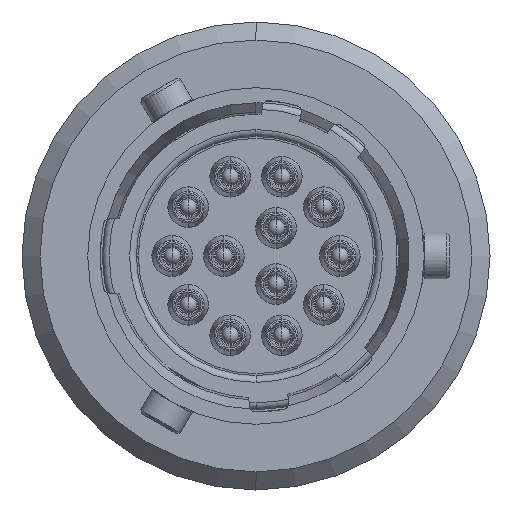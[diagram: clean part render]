
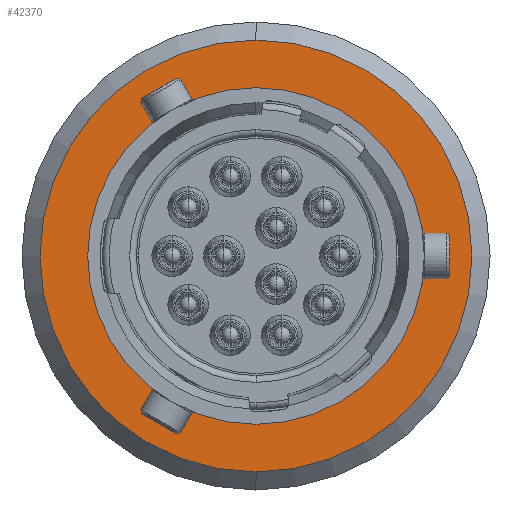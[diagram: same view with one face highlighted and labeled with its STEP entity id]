
A CAD part, left-side view. The second image highlights one B-rep face of the part: STEP entity #42370.
In plain terms, the highlighted planar face has unit normal (-1, 0, 0).
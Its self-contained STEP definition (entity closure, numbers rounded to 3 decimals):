
#288 = DIRECTION ( 'NONE',  ( -1., 0., 0. ) ) ;
#1453 = EDGE_LOOP ( 'NONE', ( #24350, #5162 ) ) ;
#2940 = VERTEX_POINT ( 'NONE', #25124 ) ;
#4107 = CIRCLE ( 'NONE', #52211, 9.55 ) ;
#4925 = VERTEX_POINT ( 'NONE', #41265 ) ;
#5162 = ORIENTED_EDGE ( 'NONE', *, *, #24869, .T. ) ;
#6342 = ORIENTED_EDGE ( 'NONE', *, *, #24699, .F. ) ;
#6411 = AXIS2_PLACEMENT_3D ( 'NONE', #33471, #7855, #37757 ) ;
#7659 = AXIS2_PLACEMENT_3D ( 'NONE', #39682, #14062, #44010 ) ;
#7855 = DIRECTION ( 'NONE',  ( -1., 0., 0. ) ) ;
#7994 = CIRCLE ( 'NONE', #7659, 9.55 ) ;
#9983 = DIRECTION ( 'NONE',  ( 1., 0., 0. ) ) ;
#14062 = DIRECTION ( 'NONE',  ( -1., 0., 0. ) ) ;
#16200 = DIRECTION ( 'NONE',  ( -1., 0., 0. ) ) ;
#18387 = ORIENTED_EDGE ( 'NONE', *, *, #34833, .F. ) ;
#22026 = AXIS2_PLACEMENT_3D ( 'NONE', #35622, #9983, #39941 ) ;
#24350 = ORIENTED_EDGE ( 'NONE', *, *, #30428, .T. ) ;
#24699 = EDGE_CURVE ( 'NONE', #31101, #29345, #26173, .T. ) ;
#24869 = EDGE_CURVE ( 'NONE', #4925, #2940, #4107, .T. ) ;
#25124 = CARTESIAN_POINT ( 'NONE',  ( 15.98, 0., -9.55 ) ) ;
#25391 = EDGE_LOOP ( 'NONE', ( #18387, #6342 ) ) ;
#25828 = CARTESIAN_POINT ( 'NONE',  ( 15.98, 0., 0. ) ) ;
#26173 = CIRCLE ( 'NONE', #6411, 7.445 ) ;
#26375 = AXIS2_PLACEMENT_3D ( 'NONE', #41895, #16200, #46151 ) ;
#28448 = CIRCLE ( 'NONE', #26375, 7.445 ) ;
#29345 = VERTEX_POINT ( 'NONE', #43224 ) ;
#30110 = DIRECTION ( 'NONE',  ( 0., 0., -1. ) ) ;
#30428 = EDGE_CURVE ( 'NONE', #2940, #4925, #7994, .T. ) ;
#31101 = VERTEX_POINT ( 'NONE', #55240 ) ;
#32765 = FACE_BOUND ( 'NONE', #25391, .T. ) ;
#33471 = CARTESIAN_POINT ( 'NONE',  ( 15.98, 0., 0. ) ) ;
#34833 = EDGE_CURVE ( 'NONE', #29345, #31101, #28448, .T. ) ;
#35622 = CARTESIAN_POINT ( 'NONE',  ( 15.98, 7.445, 0. ) ) ;
#37757 = DIRECTION ( 'NONE',  ( 0., 0., 1. ) ) ;
#39682 = CARTESIAN_POINT ( 'NONE',  ( 15.98, 0., 0. ) ) ;
#39749 = PLANE ( 'NONE',  #22026 ) ;
#39941 = DIRECTION ( 'NONE',  ( 0., 0., -1. ) ) ;
#41265 = CARTESIAN_POINT ( 'NONE',  ( 15.98, 0., 9.55 ) ) ;
#41895 = CARTESIAN_POINT ( 'NONE',  ( 15.98, 0., 0. ) ) ;
#42370 = ADVANCED_FACE ( 'NONE', ( #44157, #32765 ), #39749, .F. ) ;
#43224 = CARTESIAN_POINT ( 'NONE',  ( 15.98, 0., 7.445 ) ) ;
#44010 = DIRECTION ( 'NONE',  ( 0., 0., -1. ) ) ;
#44157 = FACE_OUTER_BOUND ( 'NONE', #1453, .T. ) ;
#46151 = DIRECTION ( 'NONE',  ( 0., 0., 1. ) ) ;
#52211 = AXIS2_PLACEMENT_3D ( 'NONE', #25828, #288, #30110 ) ;
#55240 = CARTESIAN_POINT ( 'NONE',  ( 15.98, 0., -7.445 ) ) ;
